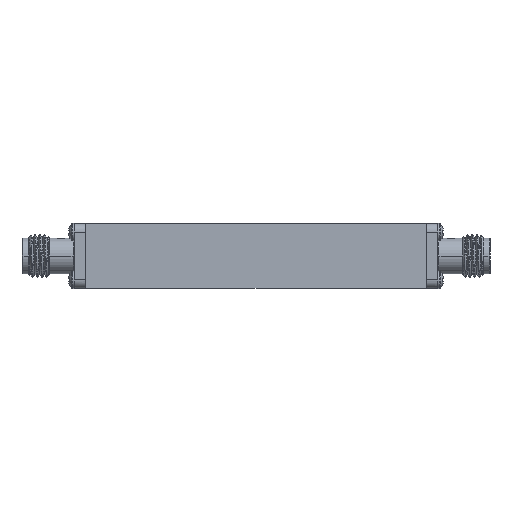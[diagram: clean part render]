
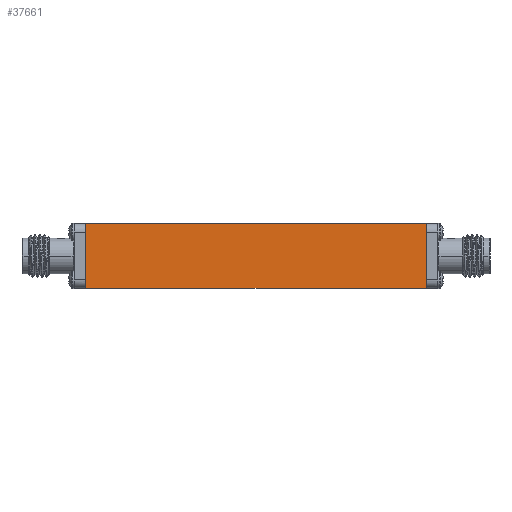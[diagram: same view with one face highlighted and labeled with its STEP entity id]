
A CAD part, left-side view. The second image highlights one B-rep face of the part: STEP entity #37661.
In plain terms, the highlighted planar face has unit normal (-1, 0, 0).
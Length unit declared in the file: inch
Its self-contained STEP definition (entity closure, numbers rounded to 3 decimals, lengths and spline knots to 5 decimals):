
#219 = CARTESIAN_POINT ( 'NONE',  ( -1., -1., -0.18898 ) ) ;
#1176 = CARTESIAN_POINT ( 'NONE',  ( -1., -1., -0.18898 ) ) ;
#5222 = EDGE_LOOP ( 'NONE', ( #18015, #35496, #38097, #32554 ) ) ;
#8709 = PLANE ( 'NONE',  #48612 ) ;
#9524 = CARTESIAN_POINT ( 'NONE',  ( -1., -1., 0.18898 ) ) ;
#13245 = VECTOR ( 'NONE', #45259, 39.37008 ) ;
#13578 = EDGE_CURVE ( 'NONE', #56257, #33644, #46286, .T. ) ;
#14718 = EDGE_CURVE ( 'NONE', #42788, #56257, #19858, .T. ) ;
#15370 = DIRECTION ( 'NONE',  ( 0., -1., 0. ) ) ;
#17208 = DIRECTION ( 'NONE',  ( 1., 0., 0. ) ) ;
#17350 = CARTESIAN_POINT ( 'NONE',  ( -1., 1., 0.18898 ) ) ;
#18015 = ORIENTED_EDGE ( 'NONE', *, *, #40250, .T. ) ;
#19285 = LINE ( 'NONE', #58288, #44670 ) ;
#19858 = LINE ( 'NONE', #29515, #41020 ) ;
#29515 = CARTESIAN_POINT ( 'NONE',  ( -1., -1., 0.18898 ) ) ;
#30089 = VERTEX_POINT ( 'NONE', #43121 ) ;
#30865 = LINE ( 'NONE', #219, #13245 ) ;
#32334 = EDGE_CURVE ( 'NONE', #42788, #30089, #19285, .T. ) ;
#32554 = ORIENTED_EDGE ( 'NONE', *, *, #32334, .T. ) ;
#33644 = VERTEX_POINT ( 'NONE', #1176 ) ;
#35496 = ORIENTED_EDGE ( 'NONE', *, *, #13578, .F. ) ;
#37661 = ADVANCED_FACE ( 'NONE', ( #50914 ), #8709, .F. ) ;
#38097 = ORIENTED_EDGE ( 'NONE', *, *, #14718, .F. ) ;
#40250 = EDGE_CURVE ( 'NONE', #30089, #33644, #30865, .T. ) ;
#40285 = DIRECTION ( 'NONE',  ( 0., 0., -1. ) ) ;
#40472 = DIRECTION ( 'NONE',  ( 0., 0., -1. ) ) ;
#41020 = VECTOR ( 'NONE', #15370, 39.37008 ) ;
#42788 = VERTEX_POINT ( 'NONE', #17350 ) ;
#43121 = CARTESIAN_POINT ( 'NONE',  ( -1., 1., -0.18898 ) ) ;
#44670 = VECTOR ( 'NONE', #40285, 39.37008 ) ;
#44813 = CARTESIAN_POINT ( 'NONE',  ( -1., -1., 0.18898 ) ) ;
#45259 = DIRECTION ( 'NONE',  ( 0., -1., 0. ) ) ;
#45823 = DIRECTION ( 'NONE',  ( 0., 0., -1. ) ) ;
#46286 = LINE ( 'NONE', #9524, #49166 ) ;
#48612 = AXIS2_PLACEMENT_3D ( 'NONE', #44813, #17208, #40472 ) ;
#49166 = VECTOR ( 'NONE', #45823, 39.37008 ) ;
#50914 = FACE_OUTER_BOUND ( 'NONE', #5222, .T. ) ;
#54347 = CARTESIAN_POINT ( 'NONE',  ( -1., -1., 0.18898 ) ) ;
#56257 = VERTEX_POINT ( 'NONE', #54347 ) ;
#58288 = CARTESIAN_POINT ( 'NONE',  ( -1., 1., 0.18898 ) ) ;
